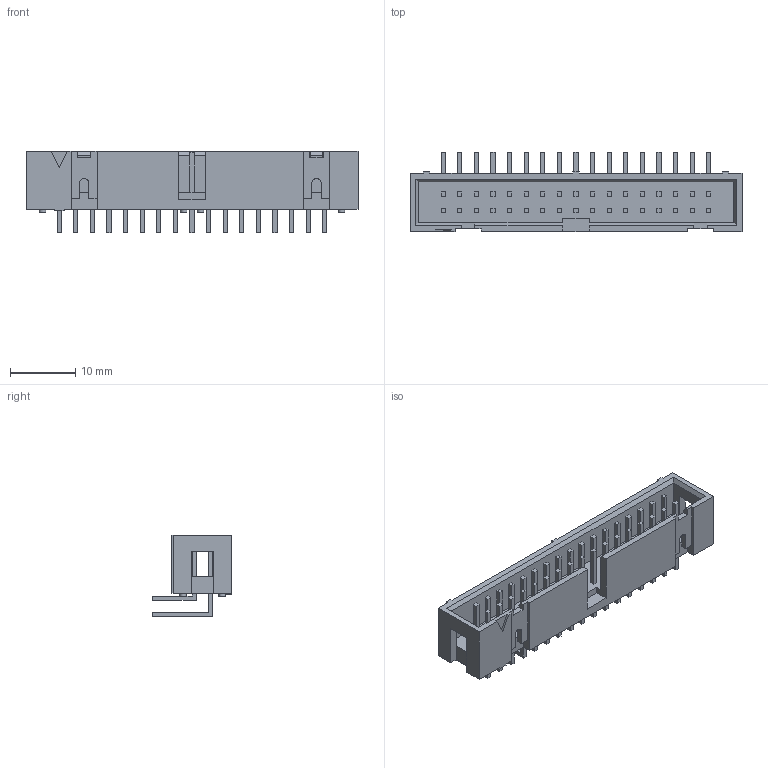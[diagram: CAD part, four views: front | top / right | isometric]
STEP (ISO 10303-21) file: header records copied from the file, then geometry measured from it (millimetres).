
FILE_DESCRIPTION(/* description */ (''),/* implementation_level */ '2;1');
FILE_NAME(/* name */ '100081371ugm000_b.stp',/* time_stamp */ '2016-09-09T12:12:07+02:00',/* author */ (''),/* organization */ (''),/* preprocessor_version */ 'ST-DEVELOPER v16',/* originating_system */ 'SIEMENS PLM Software NX 10.0',/* authorisation */ '');
FILE_SCHEMA (('AUTOMOTIVE_DESIGN { 1 0 10303 214 3 1 1 1 }'));
Length unit declared in the file: millimetre
Products named in the file (1): 100081371ugm000_b
Bounding box: 50.8 x 12.1 x 12.52 mm (x, y, z)
Volume: 2155.8 mm3; surface area: 3988.4 mm2
Topology: 1 solids, 1 shells, 497 faces, 1275 edges, 846 vertices
Faces by surface type: plane 489, cylinder 8
Full cylindrical faces by diameter (mm): 1 x6
Entity records: 17624 total; most frequent: CARTESIAN_POINT 2613, ORIENTED_EDGE 2538, DIRECTION 2281, EDGE_CURVE 1269, LINE 1253, VECTOR 1253, VERTEX_POINT 846, EDGE_LOOP 577
